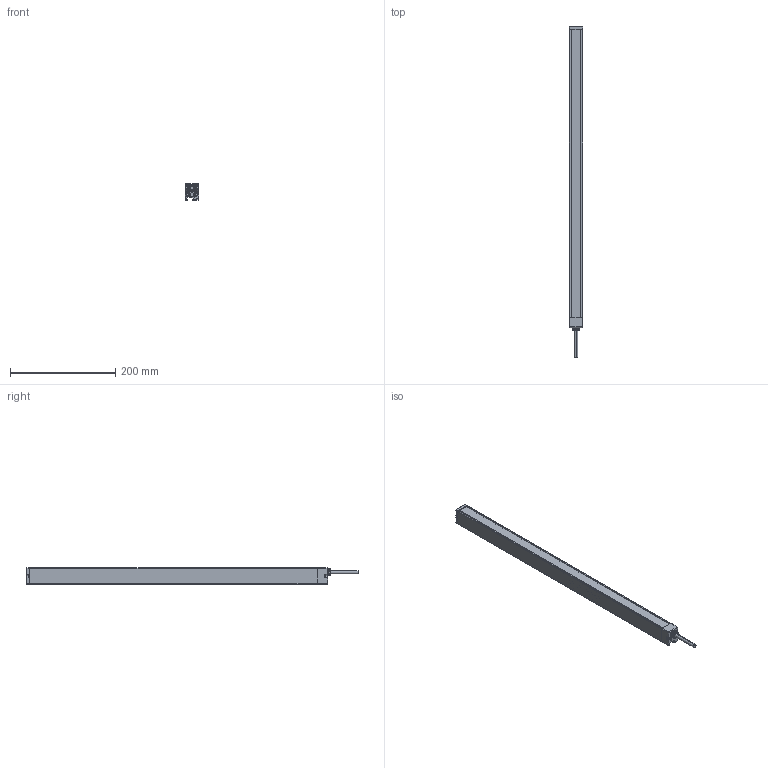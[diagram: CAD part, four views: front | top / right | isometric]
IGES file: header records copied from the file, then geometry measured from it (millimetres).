
Start section:  PTC IGES file: 158563.igs
Global section: file name: 158563.igs; native system: Pro/ENGINEER by Parametric Technology Corporation; preprocessor: 2009141; author: banengservice; organization: Unknown; date: 20121203.151531; units: inch
Bounding box: 25.4 x 629.9 x 31.75 mm (x, y, z)
Volume: 139420.8 mm3; surface area: 159725.4 mm2
Topology: 2 solids, 2 shells, 852 faces, 2302 edges, 1445 vertices
Faces by surface type: bspline 469, revolution 383
